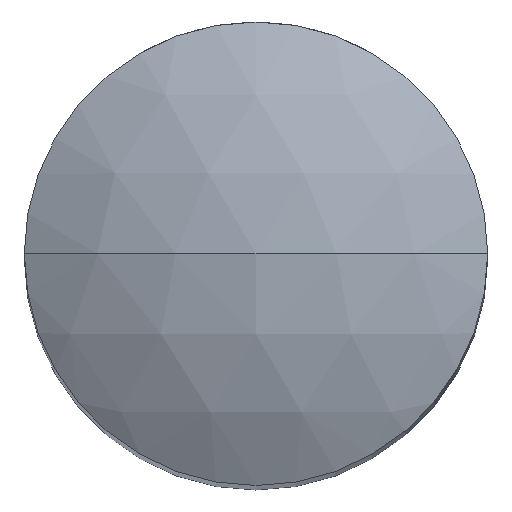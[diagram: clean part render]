
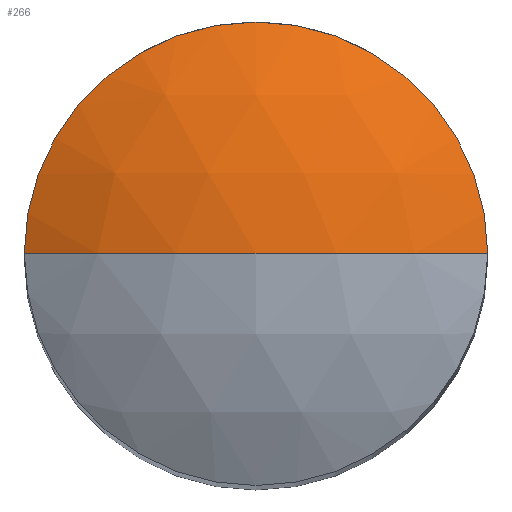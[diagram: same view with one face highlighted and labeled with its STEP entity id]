
A CAD part, top view. The second image highlights one B-rep face of the part: STEP entity #266.
In plain terms, the highlighted spherical face has radius 5 mm.
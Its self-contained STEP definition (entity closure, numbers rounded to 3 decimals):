
#46 = VERTEX_POINT ( 'NONE', #779 ) ;
#101 = EDGE_CURVE ( 'NONE', #727, #802, #253, .T. ) ;
#113 = DIRECTION ( 'NONE',  ( 0., -1., 0. ) ) ;
#139 = AXIS2_PLACEMENT_3D ( 'NONE', #531, #113, #597 ) ;
#208 = AXIS2_PLACEMENT_3D ( 'NONE', #469, #509, #460 ) ;
#226 = CARTESIAN_POINT ( 'NONE',  ( 0., 0., 14.33 ) ) ;
#231 = CARTESIAN_POINT ( 'NONE',  ( 2.5, 0., 14.33 ) ) ;
#253 = CIRCLE ( 'NONE', #294, 5. ) ;
#266 = ADVANCED_FACE ( 'NONE', ( #655 ), #786, .T. ) ;
#294 = AXIS2_PLACEMENT_3D ( 'NONE', #803, #796, #790 ) ;
#299 = DIRECTION ( 'NONE',  ( -1., 0., 0. ) ) ;
#303 = ORIENTED_EDGE ( 'NONE', *, *, #412, .F. ) ;
#412 = EDGE_CURVE ( 'NONE', #727, #46, #539, .T. ) ;
#422 = ORIENTED_EDGE ( 'NONE', *, *, #678, .F. ) ;
#423 = AXIS2_PLACEMENT_3D ( 'NONE', #226, #704, #299 ) ;
#460 = DIRECTION ( 'NONE',  ( 1., 0., 0. ) ) ;
#469 = CARTESIAN_POINT ( 'NONE',  ( 0., 0., 10. ) ) ;
#509 = DIRECTION ( 'NONE',  ( 0., -1., 0. ) ) ;
#517 = CARTESIAN_POINT ( 'NONE',  ( 0., 0., 15. ) ) ;
#531 = CARTESIAN_POINT ( 'NONE',  ( 0., 0., 10. ) ) ;
#539 = CIRCLE ( 'NONE', #139, 5. ) ;
#597 = DIRECTION ( 'NONE',  ( 1., 0., 0. ) ) ;
#655 = FACE_OUTER_BOUND ( 'NONE', #756, .T. ) ;
#678 = EDGE_CURVE ( 'NONE', #46, #802, #743, .T. ) ;
#704 = DIRECTION ( 'NONE',  ( 0., 0., -1. ) ) ;
#727 = VERTEX_POINT ( 'NONE', #517 ) ;
#743 = CIRCLE ( 'NONE', #423, 2.5 ) ;
#756 = EDGE_LOOP ( 'NONE', ( #303, #822, #422 ) ) ;
#779 = CARTESIAN_POINT ( 'NONE',  ( -2.5, 0., 14.33 ) ) ;
#786 = SPHERICAL_SURFACE ( 'NONE', #208, 5. ) ;
#790 = DIRECTION ( 'NONE',  ( 0., 0., 1. ) ) ;
#796 = DIRECTION ( 'NONE',  ( 0., 1., 0. ) ) ;
#802 = VERTEX_POINT ( 'NONE', #231 ) ;
#803 = CARTESIAN_POINT ( 'NONE',  ( 0., 0., 10. ) ) ;
#822 = ORIENTED_EDGE ( 'NONE', *, *, #101, .T. ) ;
